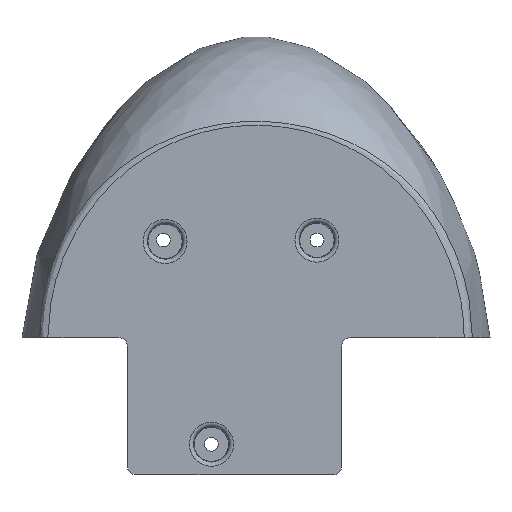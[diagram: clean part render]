
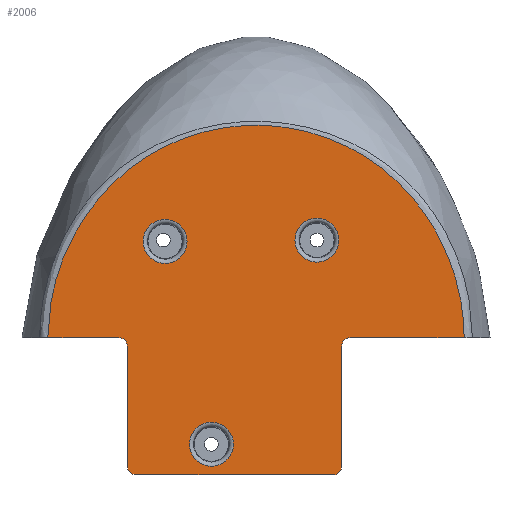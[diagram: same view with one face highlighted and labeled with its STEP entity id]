
A CAD part, front view. The second image highlights one B-rep face of the part: STEP entity #2006.
In plain terms, the highlighted planar face has unit normal (0, -1, 0).
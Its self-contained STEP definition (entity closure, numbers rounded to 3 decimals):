
#48=FACE_BOUND('',#559,.T.);
#49=FACE_BOUND('',#560,.T.);
#50=FACE_BOUND('',#561,.T.);
#120=CIRCLE('',#2150,2.);
#121=CIRCLE('',#2153,2.);
#122=CIRCLE('',#2156,2.);
#123=CIRCLE('',#2158,2.);
#124=CIRCLE('',#2159,5.13);
#125=CIRCLE('',#2160,5.13);
#126=CIRCLE('',#2161,5.13);
#127=CIRCLE('',#2162,5.13);
#128=CIRCLE('',#2163,5.13);
#129=CIRCLE('',#2164,5.13);
#206=LINE('',#5653,#270);
#219=LINE('',#6954,#283);
#228=LINE('',#7069,#292);
#230=LINE('',#7076,#294);
#233=LINE('',#7084,#297);
#270=VECTOR('',#2309,10.);
#283=VECTOR('',#2386,10.);
#292=VECTOR('',#2467,10.);
#294=VECTOR('',#2475,10.);
#297=VECTOR('',#2484,10.);
#332=PLANE('',#2157);
#427=FACE_OUTER_BOUND('',#558,.T.);
#558=EDGE_LOOP('',(#1710,#1711,#1712,#1713,#1714,#1715,#1716,#1717,#1718,
#1719));
#559=EDGE_LOOP('',(#1720,#1721));
#560=EDGE_LOOP('',(#1722,#1723));
#561=EDGE_LOOP('',(#1724,#1725));
#703=B_SPLINE_CURVE_WITH_KNOTS('',3,(#5386,#5387,#5388,#5389,#5390,#5391,
#5392,#5393,#5394,#5395,#5396,#5397,#5398,#5399),.UNSPECIFIED.,.F.,.F.,
(4,1,1,1,1,2,1,1,1,1,4),(-15.399,-13.86,-12.32,
-10.78,-9.24,-7.7,-5.775,
-4.62,-3.08,-1.54,-0.001),
 .UNSPECIFIED.);
#844=VERTEX_POINT('',#5341);
#845=VERTEX_POINT('',#5385);
#849=VERTEX_POINT('',#5652);
#894=VERTEX_POINT('',#6952);
#919=VERTEX_POINT('',#7063);
#920=VERTEX_POINT('',#7067);
#921=VERTEX_POINT('',#7071);
#922=VERTEX_POINT('',#7075);
#923=VERTEX_POINT('',#7079);
#924=VERTEX_POINT('',#7083);
#925=VERTEX_POINT('',#7086);
#926=VERTEX_POINT('',#7087);
#927=VERTEX_POINT('',#7090);
#928=VERTEX_POINT('',#7091);
#929=VERTEX_POINT('',#7094);
#930=VERTEX_POINT('',#7095);
#1082=EDGE_CURVE('',#844,#845,#703,.T.);
#1088=EDGE_CURVE('',#849,#845,#206,.T.);
#1169=EDGE_CURVE('',#844,#894,#219,.T.);
#1203=EDGE_CURVE('',#919,#894,#120,.T.);
#1205=EDGE_CURVE('',#919,#920,#228,.T.);
#1206=EDGE_CURVE('',#849,#921,#121,.T.);
#1208=EDGE_CURVE('',#922,#921,#230,.T.);
#1211=EDGE_CURVE('',#923,#920,#122,.T.);
#1212=EDGE_CURVE('',#923,#924,#233,.T.);
#1213=EDGE_CURVE('',#922,#924,#123,.T.);
#1214=EDGE_CURVE('',#925,#926,#124,.T.);
#1215=EDGE_CURVE('',#926,#925,#125,.T.);
#1216=EDGE_CURVE('',#927,#928,#126,.T.);
#1217=EDGE_CURVE('',#928,#927,#127,.T.);
#1218=EDGE_CURVE('',#929,#930,#128,.T.);
#1219=EDGE_CURVE('',#930,#929,#129,.T.);
#1710=ORIENTED_EDGE('',*,*,#1082,.F.);
#1711=ORIENTED_EDGE('',*,*,#1169,.T.);
#1712=ORIENTED_EDGE('',*,*,#1203,.F.);
#1713=ORIENTED_EDGE('',*,*,#1205,.T.);
#1714=ORIENTED_EDGE('',*,*,#1211,.F.);
#1715=ORIENTED_EDGE('',*,*,#1212,.T.);
#1716=ORIENTED_EDGE('',*,*,#1213,.F.);
#1717=ORIENTED_EDGE('',*,*,#1208,.T.);
#1718=ORIENTED_EDGE('',*,*,#1206,.F.);
#1719=ORIENTED_EDGE('',*,*,#1088,.T.);
#1720=ORIENTED_EDGE('',*,*,#1214,.F.);
#1721=ORIENTED_EDGE('',*,*,#1215,.F.);
#1722=ORIENTED_EDGE('',*,*,#1216,.F.);
#1723=ORIENTED_EDGE('',*,*,#1217,.F.);
#1724=ORIENTED_EDGE('',*,*,#1218,.F.);
#1725=ORIENTED_EDGE('',*,*,#1219,.F.);
#2006=ADVANCED_FACE('',(#427,#48,#49,#50),#332,.F.);
#2150=AXIS2_PLACEMENT_3D('',#7065,#2462,#2463);
#2153=AXIS2_PLACEMENT_3D('',#7072,#2470,#2471);
#2156=AXIS2_PLACEMENT_3D('',#7081,#2480,#2481);
#2157=AXIS2_PLACEMENT_3D('',#7082,#2482,#2483);
#2158=AXIS2_PLACEMENT_3D('',#7085,#2485,#2486);
#2159=AXIS2_PLACEMENT_3D('',#7088,#2487,#2488);
#2160=AXIS2_PLACEMENT_3D('',#7089,#2489,#2490);
#2161=AXIS2_PLACEMENT_3D('',#7092,#2491,#2492);
#2162=AXIS2_PLACEMENT_3D('',#7093,#2493,#2494);
#2163=AXIS2_PLACEMENT_3D('',#7096,#2495,#2496);
#2164=AXIS2_PLACEMENT_3D('',#7097,#2497,#2498);
#2309=DIRECTION('',(1.,0.,0.));
#2386=DIRECTION('',(1.,0.,0.));
#2462=DIRECTION('center_axis',(0.,-1.,0.));
#2463=DIRECTION('ref_axis',(0.707,0.,0.707));
#2467=DIRECTION('',(0.,0.,-1.));
#2470=DIRECTION('center_axis',(0.,-1.,0.));
#2471=DIRECTION('ref_axis',(-0.707,0.,0.707));
#2475=DIRECTION('',(0.,0.,1.));
#2480=DIRECTION('center_axis',(0.,1.,0.));
#2481=DIRECTION('ref_axis',(-0.707,0.,-0.707));
#2482=DIRECTION('center_axis',(0.,1.,0.));
#2483=DIRECTION('ref_axis',(0.,0.,1.));
#2484=DIRECTION('',(1.,0.,0.));
#2485=DIRECTION('center_axis',(0.,1.,0.));
#2486=DIRECTION('ref_axis',(0.707,0.,-0.707));
#2487=DIRECTION('center_axis',(0.,-1.,0.));
#2488=DIRECTION('ref_axis',(1.,0.,0.));
#2489=DIRECTION('center_axis',(0.,-1.,0.));
#2490=DIRECTION('ref_axis',(1.,0.,0.));
#2491=DIRECTION('center_axis',(0.,-1.,0.));
#2492=DIRECTION('ref_axis',(1.,0.,0.));
#2493=DIRECTION('center_axis',(0.,-1.,0.));
#2494=DIRECTION('ref_axis',(1.,0.,0.));
#2495=DIRECTION('center_axis',(0.,-1.,0.));
#2496=DIRECTION('ref_axis',(1.,0.,0.));
#2497=DIRECTION('center_axis',(0.,-1.,0.));
#2498=DIRECTION('ref_axis',(1.,0.,0.));
#5341=CARTESIAN_POINT('',(-48.54,0.,0.));
#5385=CARTESIAN_POINT('',(48.54,0.,0.));
#5386=CARTESIAN_POINT('Ctrl Pts',(-48.54,0.,
0.));
#5387=CARTESIAN_POINT('Ctrl Pts',(-48.515,0.,
5.13));
#5388=CARTESIAN_POINT('Ctrl Pts',(-46.873,0.,
15.379));
#5389=CARTESIAN_POINT('Ctrl Pts',(-40.009,0.,
29.356));
#5390=CARTESIAN_POINT('Ctrl Pts',(-29.224,0.,
40.621));
#5391=CARTESIAN_POINT('Ctrl Pts',(-15.399,0.,
47.868));
#5392=CARTESIAN_POINT('Ctrl Pts',(-5.135,0.,
49.526));
#5393=CARTESIAN_POINT('Ctrl Pts',(6.419,0.,
49.531));
#5394=CARTESIAN_POINT('Ctrl Pts',(16.678,0.,
47.436));
#5395=CARTESIAN_POINT('Ctrl Pts',(30.122,0.,
39.681));
#5396=CARTESIAN_POINT('Ctrl Pts',(40.009,0.,
29.357));
#5397=CARTESIAN_POINT('Ctrl Pts',(46.873,0.,
15.379));
#5398=CARTESIAN_POINT('Ctrl Pts',(48.515,0.,
5.13));
#5399=CARTESIAN_POINT('Ctrl Pts',(48.54,0.,
0.));
#5652=CARTESIAN_POINT('',(22.,0.,0.));
#5653=CARTESIAN_POINT('',(-50.,0.,0.));
#6952=CARTESIAN_POINT('',(-32.,0.,0.));
#6954=CARTESIAN_POINT('',(-50.,0.,0.));
#7063=CARTESIAN_POINT('',(-30.,0.,-2.));
#7065=CARTESIAN_POINT('Origin',(-32.,0.,-2.));
#7067=CARTESIAN_POINT('',(-30.,0.,-30.));
#7069=CARTESIAN_POINT('',(-30.,0.,0.));
#7071=CARTESIAN_POINT('',(20.,0.,-2.));
#7072=CARTESIAN_POINT('Origin',(22.,0.,-2.));
#7075=CARTESIAN_POINT('',(20.,0.,-30.));
#7076=CARTESIAN_POINT('',(20.,0.,-32.));
#7079=CARTESIAN_POINT('',(-28.,0.,-32.));
#7081=CARTESIAN_POINT('Origin',(-28.,0.,-30.));
#7082=CARTESIAN_POINT('Origin',(0.,0.,17.535));
#7083=CARTESIAN_POINT('',(18.,0.,-32.));
#7084=CARTESIAN_POINT('',(-30.,0.,-32.));
#7085=CARTESIAN_POINT('Origin',(18.,0.,-30.));
#7086=CARTESIAN_POINT('',(-26.33,0.,22.432));
#7087=CARTESIAN_POINT('',(-21.2,0.,17.302));
#7088=CARTESIAN_POINT('Origin',(-21.2,0.,22.432));
#7089=CARTESIAN_POINT('Origin',(-21.2,0.,22.432));
#7090=CARTESIAN_POINT('',(-15.53,0.,-24.868));
#7091=CARTESIAN_POINT('',(-10.4,0.,-29.998));
#7092=CARTESIAN_POINT('Origin',(-10.4,0.,-24.868));
#7093=CARTESIAN_POINT('Origin',(-10.4,0.,-24.868));
#7094=CARTESIAN_POINT('',(9.07,0.,22.732));
#7095=CARTESIAN_POINT('',(14.2,0.,17.602));
#7096=CARTESIAN_POINT('Origin',(14.2,0.,22.732));
#7097=CARTESIAN_POINT('Origin',(14.2,0.,22.732));
